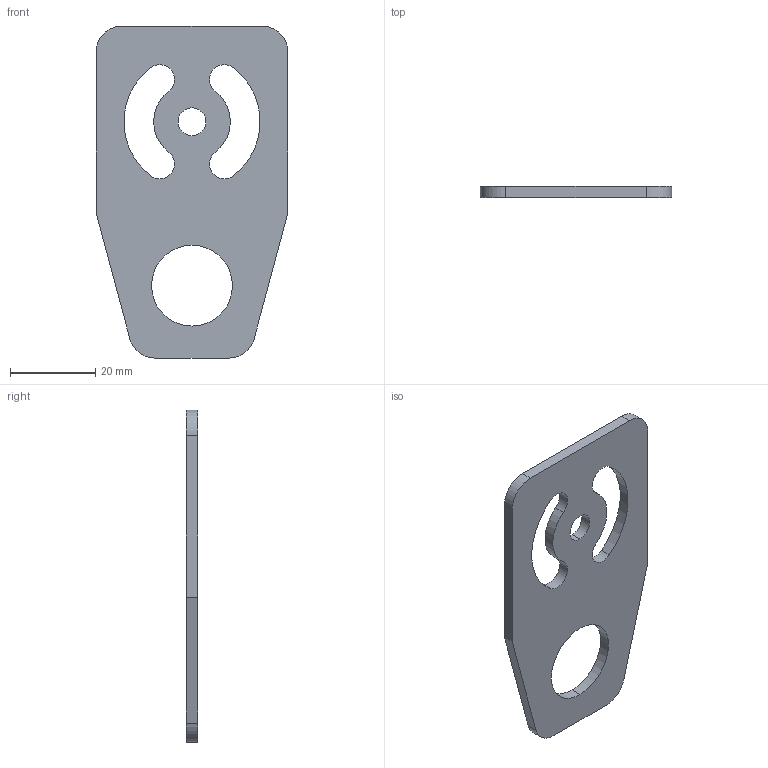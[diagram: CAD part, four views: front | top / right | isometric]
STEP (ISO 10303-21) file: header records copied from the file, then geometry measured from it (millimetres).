
FILE_DESCRIPTION((''),'2;1');
FILE_NAME('141783_SW','2008-08-11T',('banengservice'),('BANNER ENGINEERING'),'PRO/ENGINEER BY PARAMETRIC TECHNOLOGY CORPORATION, 2006170','PRO/ENGINEER BY PARAMETRIC TECHNOLOGY CORPORATION, 2006170','');
FILE_SCHEMA(('CONFIG_CONTROL_DESIGN'));
Length unit declared in the file: inch
Products named in the file (1): 141783_SW
Bounding box: 45 x 2.6 x 78 mm (x, y, z)
Volume: 6400.1 mm3; surface area: 6067.4 mm2
Topology: 1 solids, 1 shells, 320 faces, 909 edges, 606 vertices
Faces by surface type: plane 304, cylinder 16
Entity records: 10261 total; most frequent: CARTESIAN_POINT 1835, ORIENTED_EDGE 1818, DIRECTION 1581, EDGE_CURVE 909, VECTOR 877, LINE 877, VERTEX_POINT 606, AXIS2_PLACEMENT_3D 352
